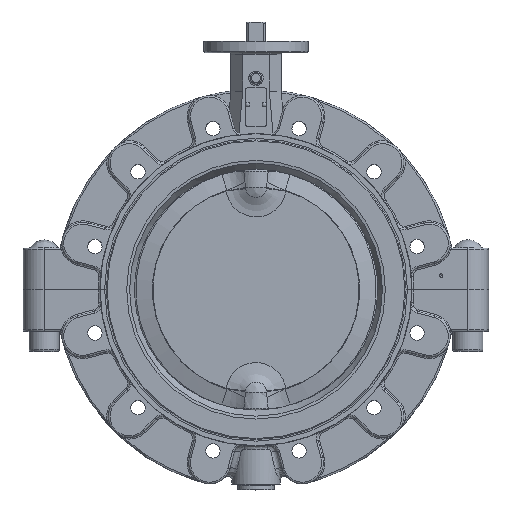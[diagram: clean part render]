
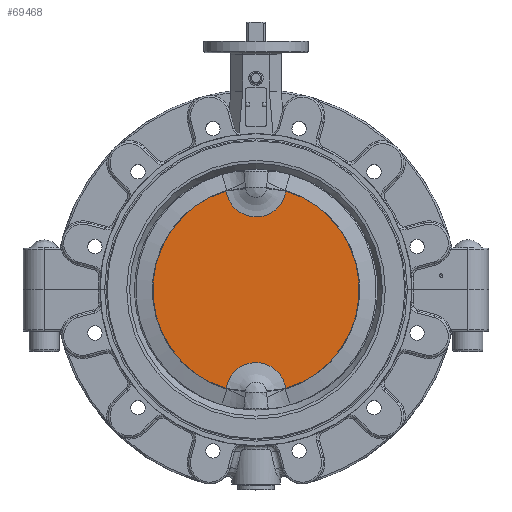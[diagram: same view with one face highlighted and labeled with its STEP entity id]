
A CAD part, top view. The second image highlights one B-rep face of the part: STEP entity #69468.
In plain terms, the highlighted face is planar.
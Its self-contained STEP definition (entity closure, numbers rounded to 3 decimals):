
#68244=CARTESIAN_POINT('',(35.569,10.0,-118.514));
#68245=VERTEX_POINT('',#68244);
#68506=CARTESIAN_POINT('',(-35.569,10.0,-118.514));
#68507=VERTEX_POINT('',#68506);
#68515=CARTESIAN_POINT('',(-35.569,10.0,-118.514));
#68516=CARTESIAN_POINT('',(-35.461,10.0,-117.6));
#68517=CARTESIAN_POINT('',(-35.269,10.,-116.384));
#68518=CARTESIAN_POINT('',(-34.756,10.0,-113.974));
#68519=CARTESIAN_POINT('',(-34.002,10.,-111.306));
#68520=CARTESIAN_POINT('',(-32.916,10.,-108.594));
#68521=CARTESIAN_POINT('',(-32.106,10.,-106.931));
#68522=CARTESIAN_POINT('',(-31.538,10.,-105.838));
#68523=CARTESIAN_POINT('',(-30.758,10.,-104.451));
#68524=CARTESIAN_POINT('',(-29.814,10.,-102.991));
#68525=CARTESIAN_POINT('',(-28.857,10.,-101.654));
#68526=CARTESIAN_POINT('',(-27.349,10.,-99.696));
#68527=CARTESIAN_POINT('',(-24.738,10.,-96.884));
#68528=CARTESIAN_POINT('',(-21.69,10.,-94.408));
#68529=CARTESIAN_POINT('',(-19.648,10.,-93.047));
#68530=CARTESIAN_POINT('',(-18.251,10.,-92.183));
#68531=CARTESIAN_POINT('',(-15.919,10.0,-90.876));
#68532=CARTESIAN_POINT('',(-12.887,10.,-89.567));
#68533=CARTESIAN_POINT('',(-9.959,10.,-88.644));
#68534=CARTESIAN_POINT('',(-8.367,10.,-88.243));
#68535=CARTESIAN_POINT('',(-6.361,10.,-87.811));
#68536=CARTESIAN_POINT('',(-4.532,10.,-87.529));
#68537=CARTESIAN_POINT('',(-2.289,10.,-87.338));
#68538=CARTESIAN_POINT('',(-0.241,10.,-87.249));
#68539=CARTESIAN_POINT('',(2.224,10.0,-87.309));
#68540=CARTESIAN_POINT('',(4.873,10.,-87.576));
#68541=CARTESIAN_POINT('',(7.704,10.,-88.056));
#68542=CARTESIAN_POINT('',(10.095,10.,-88.674));
#68543=CARTESIAN_POINT('',(12.427,10.,-89.448));
#68544=CARTESIAN_POINT('',(14.337,10.,-90.193));
#68545=CARTESIAN_POINT('',(17.318,10.,-91.596));
#68546=CARTESIAN_POINT('',(20.5,10.,-93.518));
#68547=CARTESIAN_POINT('',(23.726,10.,-96.042));
#68548=CARTESIAN_POINT('',(27.298,10.,-99.486));
#68549=CARTESIAN_POINT('',(29.924,10.0,-102.978));
#68550=CARTESIAN_POINT('',(31.735,10.,-106.185));
#68551=CARTESIAN_POINT('',(32.834,10.,-108.395));
#68552=CARTESIAN_POINT('',(34.456,10.,-112.425));
#68553=CARTESIAN_POINT('',(35.282,10.0,-116.076));
#68554=CARTESIAN_POINT('',(35.569,10.0,-118.514));
#68555=B_SPLINE_CURVE_WITH_KNOTS('',3,(#68515,#68516,#68517,#68518,#68519,#68520,#68521,#68522,#68523,#68524,#68525,#68526,#68527,#68528,#68529,#68530,#68531,#68532,#68533,#68534,#68535,#68536,#68537,#68538,#68539,#68540,#68541,#68542,#68543,#68544,#68545,#68546,#68547,#68548,#68549,#68550,#68551,#68552,#68553,#68554),.UNSPECIFIED.,.F.,.U.,(4,1,1,1,1,1,1,1,1,1,1,1,1,1,1,1,1,1,1,1,1,1,1,1,1,1,1,1,1,1,1,1,1,1,1,1,1,4),(-10.312,-10.036,-9.944,-9.576,-9.208,-9.069,-9.023,-8.839,-8.594,-8.502,-8.348,-7.857,-7.366,-7.182,-7.12,-6.875,-6.384,-6.138,-5.954,-5.893,-5.525,-5.402,-5.218,-4.911,-4.665,-4.42,-4.051,-3.929,-3.683,-3.437,-2.946,-2.578,-2.21,-1.473,-1.289,-1.105,-0.737,0.0),.UNSPECIFIED.);
#68556=EDGE_CURVE('',#68507,#68245,#68555,.T.);
#69104=CARTESIAN_POINT('',(35.569,10.0,118.514));
#69105=VERTEX_POINT('',#69104);
#69113=CARTESIAN_POINT('',(-35.569,10.0,118.514));
#69114=VERTEX_POINT('',#69113);
#69115=CARTESIAN_POINT('',(35.569,10.0,118.514));
#69116=CARTESIAN_POINT('',(35.461,10.0,117.6));
#69117=CARTESIAN_POINT('',(35.269,10.0,116.384));
#69118=CARTESIAN_POINT('',(34.756,10.,113.974));
#69119=CARTESIAN_POINT('',(34.002,10.0,111.306));
#69120=CARTESIAN_POINT('',(32.916,10.,108.594));
#69121=CARTESIAN_POINT('',(32.106,10.0,106.931));
#69122=CARTESIAN_POINT('',(31.538,10.0,105.838));
#69123=CARTESIAN_POINT('',(30.758,10.,104.451));
#69124=CARTESIAN_POINT('',(29.814,10.0,102.991));
#69125=CARTESIAN_POINT('',(28.857,10.0,101.654));
#69126=CARTESIAN_POINT('',(27.349,10.,99.696));
#69127=CARTESIAN_POINT('',(24.738,10.,96.884));
#69128=CARTESIAN_POINT('',(21.69,10.,94.408));
#69129=CARTESIAN_POINT('',(19.648,10.,93.047));
#69130=CARTESIAN_POINT('',(18.251,10.0,92.183));
#69131=CARTESIAN_POINT('',(15.919,10.,90.876));
#69132=CARTESIAN_POINT('',(12.887,10.,89.567));
#69133=CARTESIAN_POINT('',(9.959,10.0,88.644));
#69134=CARTESIAN_POINT('',(8.367,10.0,88.243));
#69135=CARTESIAN_POINT('',(6.361,10.0,87.811));
#69136=CARTESIAN_POINT('',(4.532,10.,87.529));
#69137=CARTESIAN_POINT('',(2.289,10.,87.338));
#69138=CARTESIAN_POINT('',(0.241,10.,87.249));
#69139=CARTESIAN_POINT('',(-2.224,10.,87.309));
#69140=CARTESIAN_POINT('',(-4.873,10.,87.576));
#69141=CARTESIAN_POINT('',(-7.704,10.,88.056));
#69142=CARTESIAN_POINT('',(-10.095,10.,88.674));
#69143=CARTESIAN_POINT('',(-12.427,10.,89.448));
#69144=CARTESIAN_POINT('',(-14.337,10.,90.193));
#69145=CARTESIAN_POINT('',(-17.318,10.,91.596));
#69146=CARTESIAN_POINT('',(-20.5,10.0,93.518));
#69147=CARTESIAN_POINT('',(-23.726,10.,96.042));
#69148=CARTESIAN_POINT('',(-27.298,10.,99.486));
#69149=CARTESIAN_POINT('',(-29.924,10.,102.978));
#69150=CARTESIAN_POINT('',(-31.735,10.,106.185));
#69151=CARTESIAN_POINT('',(-32.834,10.,108.395));
#69152=CARTESIAN_POINT('',(-34.456,10.,112.425));
#69153=CARTESIAN_POINT('',(-35.282,10.0,116.076));
#69154=CARTESIAN_POINT('',(-35.569,10.0,118.514));
#69155=B_SPLINE_CURVE_WITH_KNOTS('',3,(#69115,#69116,#69117,#69118,#69119,#69120,#69121,#69122,#69123,#69124,#69125,#69126,#69127,#69128,#69129,#69130,#69131,#69132,#69133,#69134,#69135,#69136,#69137,#69138,#69139,#69140,#69141,#69142,#69143,#69144,#69145,#69146,#69147,#69148,#69149,#69150,#69151,#69152,#69153,#69154),.UNSPECIFIED.,.F.,.U.,(4,1,1,1,1,1,1,1,1,1,1,1,1,1,1,1,1,1,1,1,1,1,1,1,1,1,1,1,1,1,1,1,1,1,1,1,1,4),(-10.312,-10.036,-9.944,-9.576,-9.208,-9.069,-9.023,-8.839,-8.594,-8.502,-8.348,-7.857,-7.366,-7.182,-7.12,-6.875,-6.384,-6.138,-5.954,-5.893,-5.525,-5.402,-5.218,-4.911,-4.665,-4.42,-4.051,-3.929,-3.683,-3.437,-2.946,-2.578,-2.21,-1.473,-1.289,-1.105,-0.737,0.0),.UNSPECIFIED.);
#69156=EDGE_CURVE('',#69105,#69114,#69155,.T.);
#69413=CARTESIAN_POINT('',(0.0,10.0,0.0));
#69414=DIRECTION('',(0.0,-1.0,0.0));
#69415=DIRECTION('',(1.0,0.0,0.0));
#69416=AXIS2_PLACEMENT_3D('',#69413,#69414,#69415);
#69417=CIRCLE('',#69416,123.737);
#69418=EDGE_CURVE('',#68245,#69105,#69417,.T.);
#69451=CARTESIAN_POINT('',(62.0,10.0,0.0));
#69452=DIRECTION('',(0.0,1.0,0.0));
#69453=DIRECTION('',(0.0,0.0,1.0));
#69454=AXIS2_PLACEMENT_3D('',#69451,#69452,#69453);
#69455=PLANE('',#69454);
#69456=ORIENTED_EDGE('',*,*,#68556,.F.);
#69457=CARTESIAN_POINT('',(0.0,10.0,0.0));
#69458=DIRECTION('',(0.0,-1.0,0.0));
#69459=DIRECTION('',(-1.0,0.0,0.0));
#69460=AXIS2_PLACEMENT_3D('',#69457,#69458,#69459);
#69461=CIRCLE('',#69460,123.737);
#69462=EDGE_CURVE('',#69114,#68507,#69461,.T.);
#69463=ORIENTED_EDGE('',*,*,#69462,.F.);
#69464=ORIENTED_EDGE('',*,*,#69156,.F.);
#69465=ORIENTED_EDGE('',*,*,#69418,.F.);
#69466=EDGE_LOOP('',(#69456,#69463,#69464,#69465));
#69467=FACE_OUTER_BOUND('',#69466,.T.);
#69468=ADVANCED_FACE('',(#69467),#69455,.T.);
